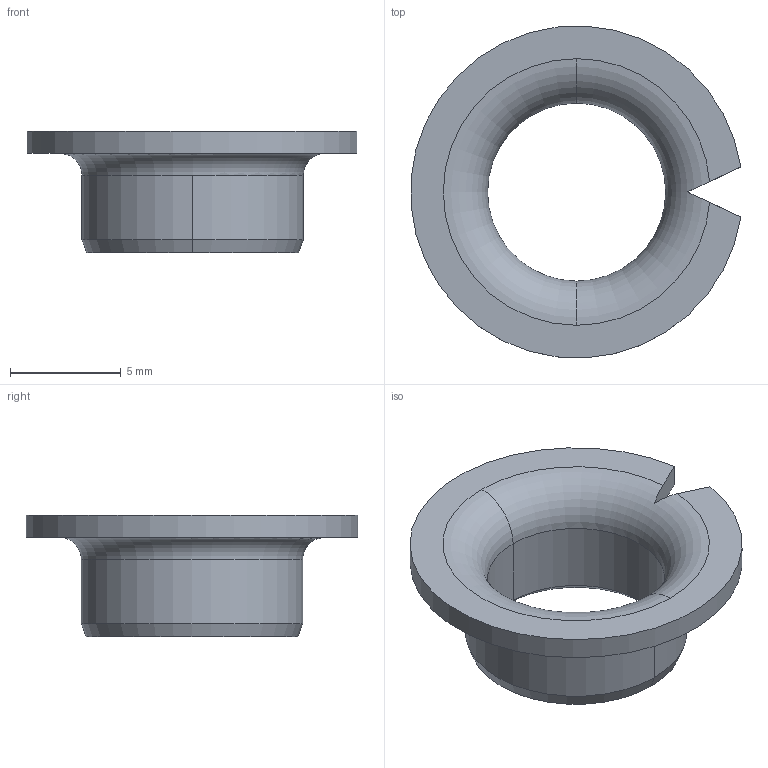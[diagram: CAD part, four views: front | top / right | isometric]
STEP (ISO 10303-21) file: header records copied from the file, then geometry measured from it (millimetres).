
FILE_DESCRIPTION((''),'2;1');
FILE_NAME('PBG__STEPVORLAGE','2016-08-09T',('deusss58'),(''),'PRO/ENGINEER BY PARAMETRIC TECHNOLOGY CORPORATION, 2014430','PRO/ENGINEER BY PARAMETRIC TECHNOLOGY CORPORATION, 2014430','');
FILE_SCHEMA(('CONFIG_CONTROL_DESIGN'));
Length unit declared in the file: millimetre
Products named in the file (1): PBG__STEPVORLAGE
Bounding box: 14.89 x 14.98 x 5.5 mm (x, y, z)
Volume: 227.4 mm3; surface area: 533 mm2
Topology: 1 solids, 1 shells, 18 faces, 42 edges, 25 vertices
Faces by surface type: plane 5, cylinder 5, torus 4, cone 4
Entity records: 581 total; most frequent: CARTESIAN_POINT 115, DIRECTION 97, ORIENTED_EDGE 84, EDGE_CURVE 42, AXIS2_PLACEMENT_3D 41, VERTEX_POINT 25, CIRCLE 23, EDGE_LOOP 19
